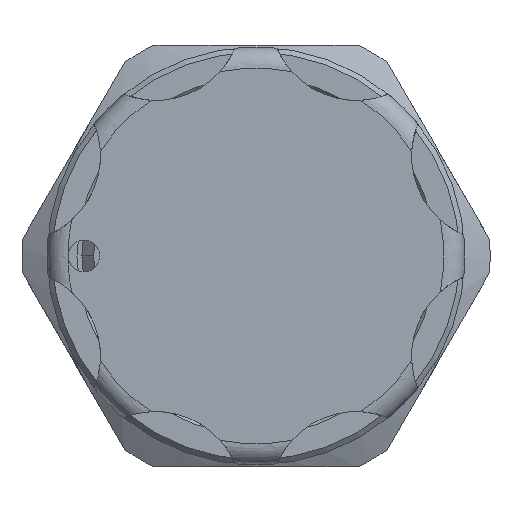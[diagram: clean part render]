
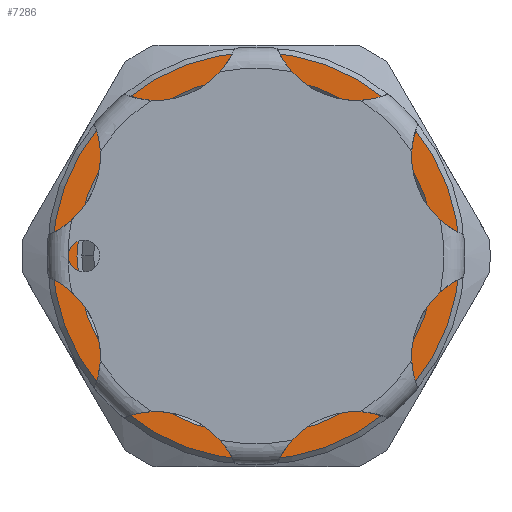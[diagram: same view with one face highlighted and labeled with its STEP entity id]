
A CAD part, left-side view. The second image highlights one B-rep face of the part: STEP entity #7286.
In plain terms, the highlighted planar face has unit normal (-1, 0, 0).
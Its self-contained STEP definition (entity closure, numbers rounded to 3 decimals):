
#24 = DIRECTION ( 'NONE',  ( -1., 0., 0. ) ) ;
#933 = AXIS2_PLACEMENT_3D ( 'NONE', #5385, #6879, #8357 ) ;
#1112 = ORIENTED_EDGE ( 'NONE', *, *, #8774, .T. ) ;
#1891 = EDGE_LOOP ( 'NONE', ( #1112, #9416 ) ) ;
#2272 = DIRECTION ( 'NONE',  ( 1., 0., 0. ) ) ;
#2910 = CIRCLE ( 'NONE', #8176, 11.6 ) ;
#2994 = DIRECTION ( 'NONE',  ( 0., 0., 1. ) ) ;
#3044 = EDGE_LOOP ( 'NONE', ( #8839, #7304 ) ) ;
#3178 = EDGE_CURVE ( 'NONE', #4750, #3627, #3292, .T. ) ;
#3292 = CIRCLE ( 'NONE', #4484, 10.2 ) ;
#3593 = DIRECTION ( 'NONE',  ( 0., 0., 1. ) ) ;
#3627 = VERTEX_POINT ( 'NONE', #9574 ) ;
#3706 = CARTESIAN_POINT ( 'NONE',  ( 0., 0., 0. ) ) ;
#3715 = DIRECTION ( 'NONE',  ( 0., 0., 1. ) ) ;
#4184 = FACE_BOUND ( 'NONE', #3044, .T. ) ;
#4484 = AXIS2_PLACEMENT_3D ( 'NONE', #3706, #2272, #2994 ) ;
#4750 = VERTEX_POINT ( 'NONE', #8480 ) ;
#5162 = CARTESIAN_POINT ( 'NONE',  ( 0., 0., 11.6 ) ) ;
#5172 = DIRECTION ( 'NONE',  ( -1., 0., 0. ) ) ;
#5385 = CARTESIAN_POINT ( 'NONE',  ( 0., 0., 0. ) ) ;
#5689 = EDGE_CURVE ( 'NONE', #9527, #6238, #6379, .T. ) ;
#5756 = DIRECTION ( 'NONE',  ( 0., 0., 1. ) ) ;
#5782 = CARTESIAN_POINT ( 'NONE',  ( 0., 0., 0. ) ) ;
#6238 = VERTEX_POINT ( 'NONE', #8029 ) ;
#6379 = CIRCLE ( 'NONE', #9486, 11.6 ) ;
#6438 = DIRECTION ( 'NONE',  ( -1., 0., 0. ) ) ;
#6505 = CIRCLE ( 'NONE', #933, 10.2 ) ;
#6537 = PLANE ( 'NONE',  #8876 ) ;
#6729 = FACE_OUTER_BOUND ( 'NONE', #1891, .T. ) ;
#6879 = DIRECTION ( 'NONE',  ( 1., 0., 0. ) ) ;
#7286 = ADVANCED_FACE ( 'NONE', ( #4184, #6729 ), #6537, .T. ) ;
#7304 = ORIENTED_EDGE ( 'NONE', *, *, #7650, .T. ) ;
#7650 = EDGE_CURVE ( 'NONE', #3627, #4750, #6505, .T. ) ;
#7848 = CARTESIAN_POINT ( 'NONE',  ( 0., 0., 0. ) ) ;
#7922 = CARTESIAN_POINT ( 'NONE',  ( 0., 0., 0. ) ) ;
#8029 = CARTESIAN_POINT ( 'NONE',  ( 0., 0., -11.6 ) ) ;
#8176 = AXIS2_PLACEMENT_3D ( 'NONE', #7922, #6438, #5756 ) ;
#8357 = DIRECTION ( 'NONE',  ( 0., 0., 1. ) ) ;
#8480 = CARTESIAN_POINT ( 'NONE',  ( 0., 0., 10.2 ) ) ;
#8774 = EDGE_CURVE ( 'NONE', #6238, #9527, #2910, .T. ) ;
#8839 = ORIENTED_EDGE ( 'NONE', *, *, #3178, .T. ) ;
#8876 = AXIS2_PLACEMENT_3D ( 'NONE', #7848, #5172, #3593 ) ;
#9416 = ORIENTED_EDGE ( 'NONE', *, *, #5689, .T. ) ;
#9486 = AXIS2_PLACEMENT_3D ( 'NONE', #5782, #24, #3715 ) ;
#9527 = VERTEX_POINT ( 'NONE', #5162 ) ;
#9574 = CARTESIAN_POINT ( 'NONE',  ( 0., 0., -10.2 ) ) ;
